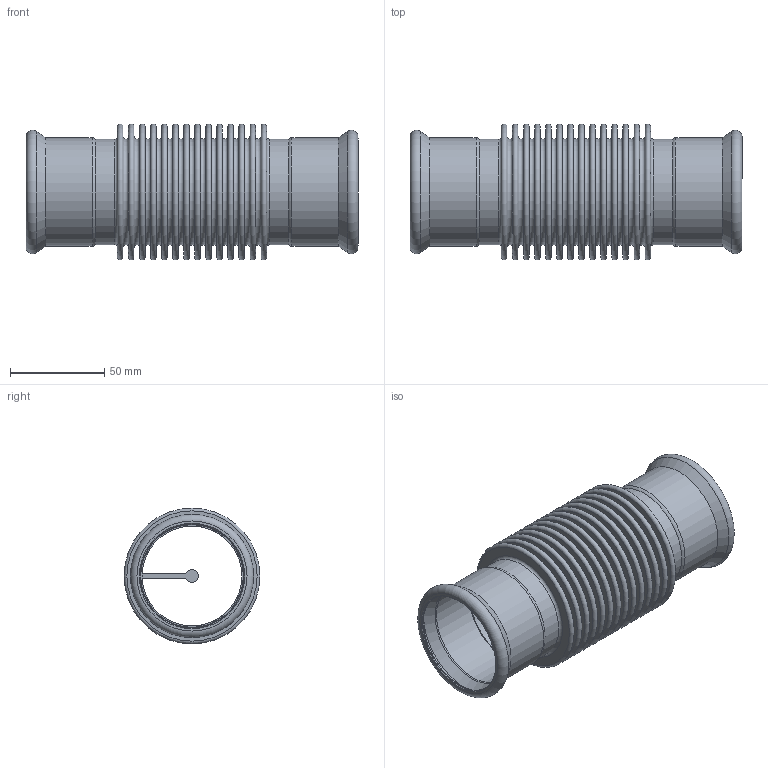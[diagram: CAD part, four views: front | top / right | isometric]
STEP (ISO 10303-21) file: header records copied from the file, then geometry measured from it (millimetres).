
FILE_DESCRIPTION(/* description */ (''),/* implementation_level */ '2;1');
FILE_NAME(/* name */ '33928.stp',/* time_stamp */ '2014-04-03T12:03:31+02:00',/* author */ ('bruh'),/* organization */ (''),/* preprocessor_version */ 'ST-DEVELOPER v15.2',/* originating_system */ 'Autodesk Inventor 2014',/* authorisation */ '');
FILE_SCHEMA (('AUTOMOTIVE_DESIGN { 1 0 10303 214 3 1 1 }'));
Length unit declared in the file: millimetre
Products named in the file (3): 90722; 33928
Bounding box: 176 x 72 x 72 mm (x, y, z)
Volume: 114046.5 mm3; surface area: 106392.1 mm2
Topology: 3 solids, 3 shells, 102 faces, 174 edges, 110 vertices
Faces by surface type: plane 44, torus 37, cylinder 13, cone 8
Full cylindrical faces by diameter (mm): 53 x3, 54.4 x2, 55 x2, 56 x2, 57.5 x2
Entity records: 1774 total; most frequent: DIRECTION 342, CARTESIAN_POINT 259, ORIENTED_EDGE 176, AXIS2_PLACEMENT_3D 167, EDGE_LOOP 158, FACE_BOUND 93, EDGE_CURVE 88, VERTEX_POINT 84
